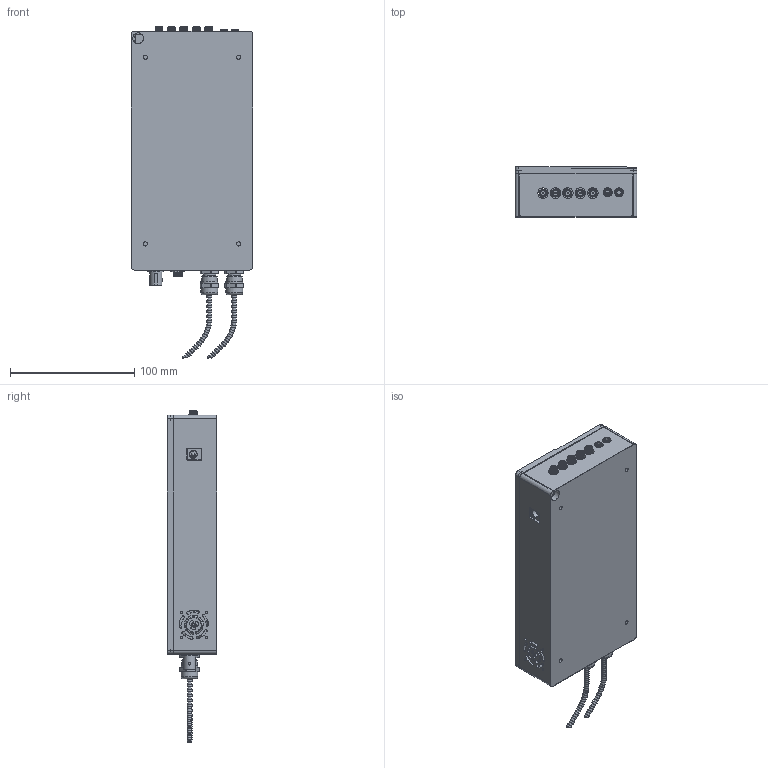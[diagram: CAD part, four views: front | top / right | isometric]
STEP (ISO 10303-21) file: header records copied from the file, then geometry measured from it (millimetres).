
FILE_DESCRIPTION (( 'STEP AP203' ), '1' );
FILE_NAME ('Shaper_I-ButterFly_sansconnecteurM12.STEP', '2023-08-09T09:58:42', ( '' ), ( '' ), 'SwSTEP 2.0', 'SolidWorks 2021', '' );
FILE_SCHEMA (( 'CONFIG_CONTROL_DESIGN' ));
Length unit declared in the file: millimetre
Products named in the file (1): Shaper_I-ButterFly_sansconnecteurM12
Bounding box: 98 x 40 x 266.73 mm (x, y, z)
Surface area: 137605.8 mm2 (no closed solid volume)
Topology: 0 solids, 89 shells, 808 faces, 2738 edges, 2034 vertices
Faces by surface type: cylinder 334, plane 319, cone 114, bspline 22, torus 15, sphere 4
Full cylindrical faces by diameter (mm): 1.981 x2, 2 x2, 2.05 x8, 2.108 x1, 2.2 x1, 2.5 x1, 2.6 x1, 3 x20, 3.3 x4, 4 x28, 4.3 x1, 6.1 x1, 6.5 x6, 7 x2, 8.5 x5, 8.8 x1, 9.652 x1, 10.5 x2, 12.5 x2, 12.7 x1, 13.6 x4, 23.5 x1, 50 x1
Entity records: 34863 total; most frequent: CARTESIAN_POINT 11692, DIRECTION 4960, ORIENTED_EDGE 3844, EDGE_CURVE 2582, VERTEX_POINT 2000, AXIS2_PLACEMENT_3D 1851, VECTOR 1258, LINE 1258
